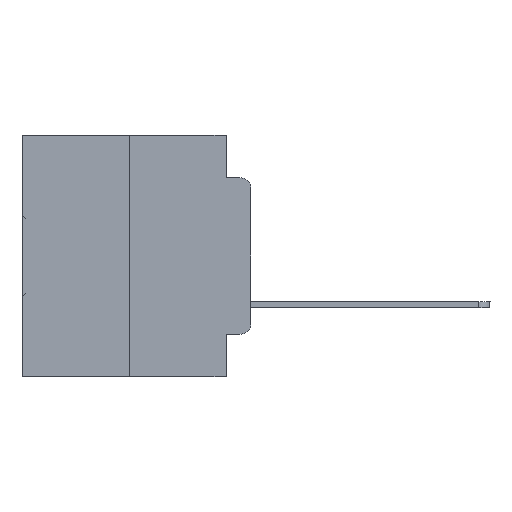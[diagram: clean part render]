
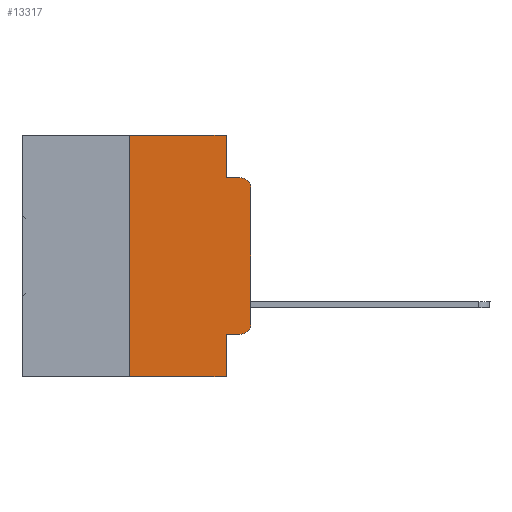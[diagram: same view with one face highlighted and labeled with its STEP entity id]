
A CAD part, left-side view. The second image highlights one B-rep face of the part: STEP entity #13317.
In plain terms, the highlighted planar face has unit normal (-1, 0, 0).
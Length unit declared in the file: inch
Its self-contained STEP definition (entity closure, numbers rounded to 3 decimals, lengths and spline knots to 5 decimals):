
#173 = ORIENTED_EDGE ( 'NONE', *, *, #32500, .T. ) ;
#681 = CARTESIAN_POINT ( 'NONE',  ( 0., 0.02, -0.1085 ) ) ;
#1653 = CARTESIAN_POINT ( 'NONE',  ( 0., 0.473, 0. ) ) ;
#2093 = ORIENTED_EDGE ( 'NONE', *, *, #20307, .T. ) ;
#2153 = CARTESIAN_POINT ( 'NONE',  ( 0., 0.473, -0.5 ) ) ;
#2437 = VERTEX_POINT ( 'NONE', #28670 ) ;
#3099 = DIRECTION ( 'NONE',  ( 0., -1., 0. ) ) ;
#3314 = EDGE_CURVE ( 'NONE', #34904, #10125, #25225, .T. ) ;
#3324 = AXIS2_PLACEMENT_3D ( 'NONE', #1653, #7289, #31292 ) ;
#3390 = DIRECTION ( 'NONE',  ( 0., 0., -1. ) ) ;
#4062 = VECTOR ( 'NONE', #34872, 39.37008 ) ;
#4094 = VECTOR ( 'NONE', #31934, 39.37008 ) ;
#4485 = LINE ( 'NONE', #10174, #12526 ) ;
#4916 = DIRECTION ( 'NONE',  ( 0., 0., 1. ) ) ;
#4961 = EDGE_CURVE ( 'NONE', #10125, #30762, #10719, .T. ) ;
#5285 = VECTOR ( 'NONE', #3390, 39.37008 ) ;
#5833 = VERTEX_POINT ( 'NONE', #6485 ) ;
#6087 = CARTESIAN_POINT ( 'NONE',  ( 0., 0.051, 0. ) ) ;
#6485 = CARTESIAN_POINT ( 'NONE',  ( 0., 0.02, -0.4115 ) ) ;
#7289 = DIRECTION ( 'NONE',  ( 1., 0., 0. ) ) ;
#7788 = ORIENTED_EDGE ( 'NONE', *, *, #3314, .F. ) ;
#7874 = LINE ( 'NONE', #23836, #4094 ) ;
#8220 = CARTESIAN_POINT ( 'NONE',  ( 0., 0.02, -0.3915 ) ) ;
#8316 = ORIENTED_EDGE ( 'NONE', *, *, #4961, .F. ) ;
#8420 = CARTESIAN_POINT ( 'NONE',  ( 0., 0., 0. ) ) ;
#8514 = CARTESIAN_POINT ( 'NONE',  ( 0., 0., -0.1085 ) ) ;
#10125 = VERTEX_POINT ( 'NONE', #11728 ) ;
#10174 = CARTESIAN_POINT ( 'NONE',  ( 0., 0.051, -0.4115 ) ) ;
#10501 = EDGE_LOOP ( 'NONE', ( #2093, #32069, #26992, #8316, #7788, #16820, #33093, #16824, #20136, #173 ) ) ;
#10719 = LINE ( 'NONE', #6087, #5285 ) ;
#10776 = AXIS2_PLACEMENT_3D ( 'NONE', #8220, #27349, #16866 ) ;
#11728 = CARTESIAN_POINT ( 'NONE',  ( 0., 0.051, 0. ) ) ;
#11967 = LINE ( 'NONE', #8420, #23844 ) ;
#12525 = PLANE ( 'NONE',  #3324 ) ;
#12526 = VECTOR ( 'NONE', #3099, 39.37008 ) ;
#13317 = ADVANCED_FACE ( 'NONE', ( #14586 ), #12525, .F. ) ;
#14473 = CARTESIAN_POINT ( 'NONE',  ( 0., 0.02, -0.0885 ) ) ;
#14501 = EDGE_CURVE ( 'NONE', #16855, #34904, #30095, .T. ) ;
#14586 = FACE_OUTER_BOUND ( 'NONE', #10501, .T. ) ;
#14607 = VECTOR ( 'NONE', #18609, 39.37008 ) ;
#14754 = CARTESIAN_POINT ( 'NONE',  ( 0., 0.051, -0.0885 ) ) ;
#15375 = CARTESIAN_POINT ( 'NONE',  ( 0., 0.051, -0.5 ) ) ;
#16277 = VERTEX_POINT ( 'NONE', #14473 ) ;
#16820 = ORIENTED_EDGE ( 'NONE', *, *, #14501, .F. ) ;
#16824 = ORIENTED_EDGE ( 'NONE', *, *, #33925, .F. ) ;
#16855 = VERTEX_POINT ( 'NONE', #33974 ) ;
#16866 = DIRECTION ( 'NONE',  ( 0., 0., -1. ) ) ;
#17894 = VECTOR ( 'NONE', #4916, 39.37008 ) ;
#18129 = AXIS2_PLACEMENT_3D ( 'NONE', #681, #19588, #20219 ) ;
#18609 = DIRECTION ( 'NONE',  ( 0., -1., 0. ) ) ;
#19588 = DIRECTION ( 'NONE',  ( -1., 0., 0. ) ) ;
#19869 = VERTEX_POINT ( 'NONE', #34272 ) ;
#19909 = EDGE_CURVE ( 'NONE', #30762, #16277, #24301, .T. ) ;
#20061 = CARTESIAN_POINT ( 'NONE',  ( 0., 0.25, 0. ) ) ;
#20136 = ORIENTED_EDGE ( 'NONE', *, *, #24509, .T. ) ;
#20219 = DIRECTION ( 'NONE',  ( 0., 0., -1. ) ) ;
#20307 = EDGE_CURVE ( 'NONE', #19869, #34741, #11967, .T. ) ;
#23836 = CARTESIAN_POINT ( 'NONE',  ( 0., 0.051, 0. ) ) ;
#23844 = VECTOR ( 'NONE', #30282, 39.37008 ) ;
#24301 = LINE ( 'NONE', #29115, #24688 ) ;
#24509 = EDGE_CURVE ( 'NONE', #2437, #5833, #4485, .T. ) ;
#24688 = VECTOR ( 'NONE', #31815, 39.37008 ) ;
#25225 = LINE ( 'NONE', #26540, #4062 ) ;
#26023 = EDGE_CURVE ( 'NONE', #34741, #16277, #30978, .T. ) ;
#26540 = CARTESIAN_POINT ( 'NONE',  ( 0., 0.473, 0. ) ) ;
#26992 = ORIENTED_EDGE ( 'NONE', *, *, #19909, .F. ) ;
#27349 = DIRECTION ( 'NONE',  ( -1., 0., 0. ) ) ;
#28670 = CARTESIAN_POINT ( 'NONE',  ( 0., 0.051, -0.4115 ) ) ;
#29115 = CARTESIAN_POINT ( 'NONE',  ( 0., 0.051, -0.0885 ) ) ;
#29803 = LINE ( 'NONE', #2153, #14607 ) ;
#30095 = LINE ( 'NONE', #32260, #17894 ) ;
#30282 = DIRECTION ( 'NONE',  ( 0., 0., 1. ) ) ;
#30762 = VERTEX_POINT ( 'NONE', #14754 ) ;
#30978 = CIRCLE ( 'NONE', #18129, 0.02 ) ;
#31292 = DIRECTION ( 'NONE',  ( 0., 0., -1. ) ) ;
#31665 = CIRCLE ( 'NONE', #10776, 0.02 ) ;
#31815 = DIRECTION ( 'NONE',  ( 0., -1., 0. ) ) ;
#31934 = DIRECTION ( 'NONE',  ( 0., 0., -1. ) ) ;
#32069 = ORIENTED_EDGE ( 'NONE', *, *, #26023, .T. ) ;
#32260 = CARTESIAN_POINT ( 'NONE',  ( 0., 0.25, 0. ) ) ;
#32500 = EDGE_CURVE ( 'NONE', #5833, #19869, #31665, .T. ) ;
#33093 = ORIENTED_EDGE ( 'NONE', *, *, #34484, .T. ) ;
#33925 = EDGE_CURVE ( 'NONE', #2437, #34045, #7874, .T. ) ;
#33974 = CARTESIAN_POINT ( 'NONE',  ( 0., 0.25, -0.5 ) ) ;
#34045 = VERTEX_POINT ( 'NONE', #15375 ) ;
#34272 = CARTESIAN_POINT ( 'NONE',  ( 0., 0., -0.3915 ) ) ;
#34484 = EDGE_CURVE ( 'NONE', #16855, #34045, #29803, .T. ) ;
#34741 = VERTEX_POINT ( 'NONE', #8514 ) ;
#34872 = DIRECTION ( 'NONE',  ( 0., -1., 0. ) ) ;
#34904 = VERTEX_POINT ( 'NONE', #20061 ) ;
